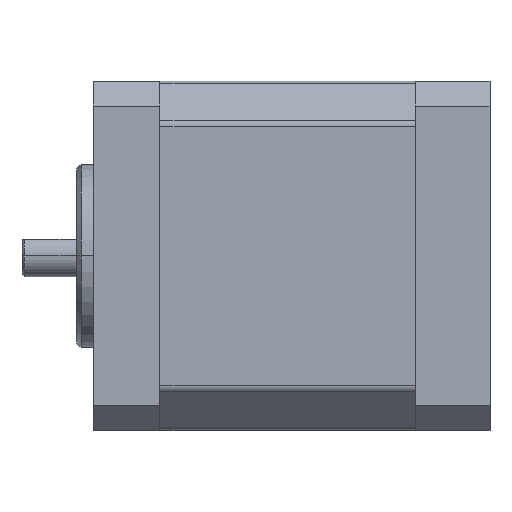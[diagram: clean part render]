
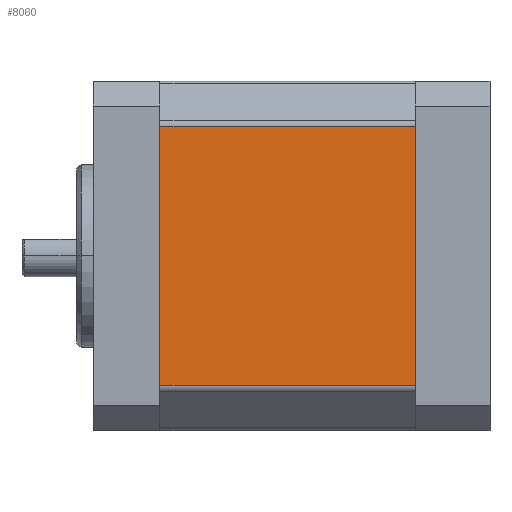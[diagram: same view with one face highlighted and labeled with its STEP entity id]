
A CAD part, top view. The second image highlights one B-rep face of the part: STEP entity #8060.
In plain terms, the highlighted planar face has unit normal (0, 0, 1).
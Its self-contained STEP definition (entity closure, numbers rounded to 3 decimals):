
#600 = EDGE_CURVE ( 'NONE', #1382, #1272, #7898, .T. ) ;
#812 = ORIENTED_EDGE ( 'NONE', *, *, #600, .F. ) ;
#1140 = EDGE_LOOP ( 'NONE', ( #812, #4194, #6620, #1299 ) ) ;
#1194 = DIRECTION ( 'NONE',  ( -1., 0., 0. ) ) ;
#1272 = VERTEX_POINT ( 'NONE', #1280 ) ;
#1280 = CARTESIAN_POINT ( 'NONE',  ( -39.7, 15.586, 21. ) ) ;
#1299 = ORIENTED_EDGE ( 'NONE', *, *, #2066, .T. ) ;
#1382 = VERTEX_POINT ( 'NONE', #8092 ) ;
#1431 = DIRECTION ( 'NONE',  ( 0., -1., 0. ) ) ;
#1643 = VECTOR ( 'NONE', #7172, 1000. ) ;
#1903 = CARTESIAN_POINT ( 'NONE',  ( -9., -15.586, 21. ) ) ;
#2010 = CARTESIAN_POINT ( 'NONE',  ( -9., -21., 21. ) ) ;
#2066 = EDGE_CURVE ( 'NONE', #2377, #1272, #2475, .T. ) ;
#2207 = VERTEX_POINT ( 'NONE', #1903 ) ;
#2377 = VERTEX_POINT ( 'NONE', #6448 ) ;
#2475 = LINE ( 'NONE', #6895, #6703 ) ;
#3253 = DIRECTION ( 'NONE',  ( 1., 0., 0. ) ) ;
#4095 = DIRECTION ( 'NONE',  ( 0., 1., 0. ) ) ;
#4194 = ORIENTED_EDGE ( 'NONE', *, *, #5640, .T. ) ;
#4542 = AXIS2_PLACEMENT_3D ( 'NONE', #2010, #5247, #3253 ) ;
#4586 = CARTESIAN_POINT ( 'NONE',  ( -9., -21., 21. ) ) ;
#4622 = LINE ( 'NONE', #4586, #7752 ) ;
#4714 = CARTESIAN_POINT ( 'NONE',  ( -39.7, -21., 21. ) ) ;
#4735 = VECTOR ( 'NONE', #4095, 1000. ) ;
#5008 = EDGE_CURVE ( 'NONE', #2377, #2207, #4622, .T. ) ;
#5166 = FACE_OUTER_BOUND ( 'NONE', #1140, .T. ) ;
#5247 = DIRECTION ( 'NONE',  ( 0., 0., 1. ) ) ;
#5287 = PLANE ( 'NONE',  #4542 ) ;
#5640 = EDGE_CURVE ( 'NONE', #1382, #2207, #6009, .T. ) ;
#6009 = LINE ( 'NONE', #7793, #1643 ) ;
#6448 = CARTESIAN_POINT ( 'NONE',  ( -9., 15.586, 21. ) ) ;
#6620 = ORIENTED_EDGE ( 'NONE', *, *, #5008, .F. ) ;
#6703 = VECTOR ( 'NONE', #1194, 1000. ) ;
#6895 = CARTESIAN_POINT ( 'NONE',  ( -9., 15.586, 21. ) ) ;
#7172 = DIRECTION ( 'NONE',  ( 1., 0., 0. ) ) ;
#7752 = VECTOR ( 'NONE', #1431, 1000. ) ;
#7793 = CARTESIAN_POINT ( 'NONE',  ( -9., -15.586, 21. ) ) ;
#7898 = LINE ( 'NONE', #4714, #4735 ) ;
#8060 = ADVANCED_FACE ( 'NONE', ( #5166 ), #5287, .T. ) ;
#8092 = CARTESIAN_POINT ( 'NONE',  ( -39.7, -15.586, 21. ) ) ;
